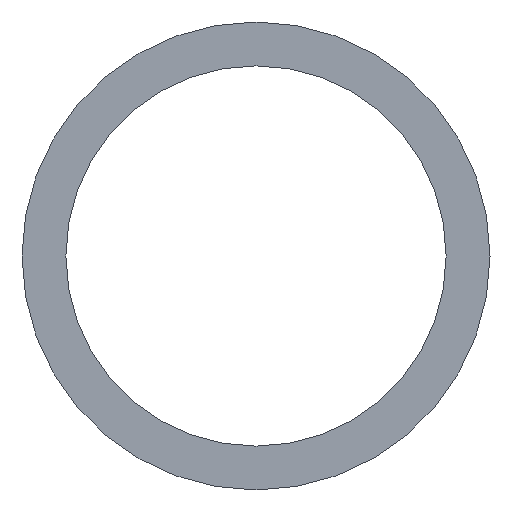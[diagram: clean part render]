
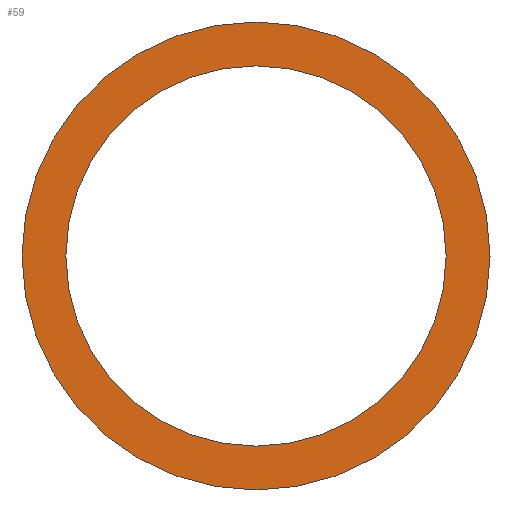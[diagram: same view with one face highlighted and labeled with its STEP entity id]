
A CAD part, left-side view. The second image highlights one B-rep face of the part: STEP entity #59.
In plain terms, the highlighted planar face has unit normal (-1, 0, 0).
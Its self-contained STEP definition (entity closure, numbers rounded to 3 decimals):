
#59 = ADVANCED_FACE( '', ( #130, #131 ), #132, .F. );
#61 = EDGE_CURVE( '', #67, #73, #134, .T. );
#63 = EDGE_CURVE( '', #81, #97, #136, .T. );
#67 = VERTEX_POINT( '', #140 );
#73 = VERTEX_POINT( '', #147 );
#77 = EDGE_CURVE( '', #73, #67, #151, .T. );
#81 = VERTEX_POINT( '', #156 );
#97 = VERTEX_POINT( '', #174 );
#103 = EDGE_CURVE( '', #97, #81, #181, .T. );
#130 = FACE_OUTER_BOUND( '', #202, .T. );
#131 = FACE_BOUND( '', #203, .T. );
#132 = PLANE( '', #204 );
#134 = CIRCLE( '', #207, 13. );
#136 = CIRCLE( '', #210, 16. );
#140 = CARTESIAN_POINT( '', ( 0., 0., -13. ) );
#147 = CARTESIAN_POINT( '', ( 0., 0., 13. ) );
#151 = CIRCLE( '', #230, 13. );
#156 = CARTESIAN_POINT( '', ( 0., 0., -16. ) );
#174 = CARTESIAN_POINT( '', ( 0., 0., 16. ) );
#181 = CIRCLE( '', #264, 16. );
#202 = EDGE_LOOP( '', ( #277, #278 ) );
#203 = EDGE_LOOP( '', ( #279, #280 ) );
#204 = AXIS2_PLACEMENT_3D( '', #281, #282, #283 );
#207 = AXIS2_PLACEMENT_3D( '', #284, #285, #286 );
#210 = AXIS2_PLACEMENT_3D( '', #287, #288, #289 );
#230 = AXIS2_PLACEMENT_3D( '', #305, #306, #307 );
#264 = AXIS2_PLACEMENT_3D( '', #340, #341, #342 );
#277 = ORIENTED_EDGE( '', *, *, #63, .F. );
#278 = ORIENTED_EDGE( '', *, *, #103, .F. );
#279 = ORIENTED_EDGE( '', *, *, #61, .T. );
#280 = ORIENTED_EDGE( '', *, *, #77, .T. );
#281 = CARTESIAN_POINT( '', ( 0., 0., 0. ) );
#282 = DIRECTION( '', ( 1., 0., 0. ) );
#283 = DIRECTION( '', ( 0., 0., -1. ) );
#284 = CARTESIAN_POINT( '', ( 0., 0., 0. ) );
#285 = DIRECTION( '', ( 1., 0., 0. ) );
#286 = DIRECTION( '', ( 0., 0., -1. ) );
#287 = CARTESIAN_POINT( '', ( 0., 0., 0. ) );
#288 = DIRECTION( '', ( 1., 0., 0. ) );
#289 = DIRECTION( '', ( 0., 0., -1. ) );
#305 = CARTESIAN_POINT( '', ( 0., 0., 0. ) );
#306 = DIRECTION( '', ( 1., 0., 0. ) );
#307 = DIRECTION( '', ( 0., 0., -1. ) );
#340 = CARTESIAN_POINT( '', ( 0., 0., 0. ) );
#341 = DIRECTION( '', ( 1., 0., 0. ) );
#342 = DIRECTION( '', ( 0., 0., -1. ) );
